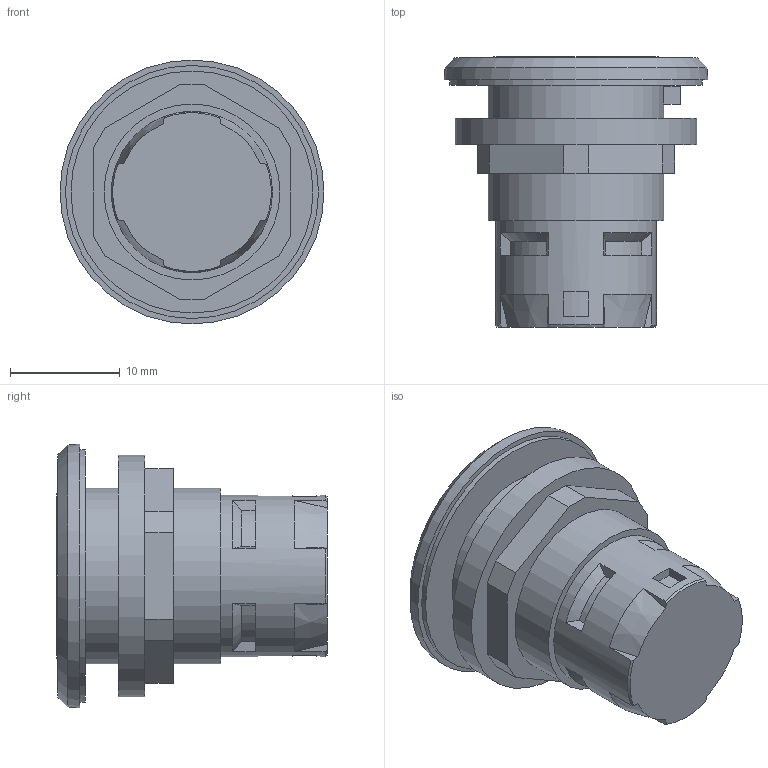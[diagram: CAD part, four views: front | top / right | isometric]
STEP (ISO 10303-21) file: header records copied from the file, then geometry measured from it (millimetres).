
FILE_DESCRIPTION(/* description */ (''),/* implementation_level */ '2;1');
FILE_NAME(/* name */ 'RX16_ipt.stp',/* time_stamp */ '2019-09-12T14:03:12+02:00',/* author */ ('ahoffmann'),/* organization */ (''),/* preprocessor_version */ 'ST-DEVELOPER v17.2',/* originating_system */ 'Autodesk Inventor 2019',/* authorisation */ '');
FILE_SCHEMA (('AUTOMOTIVE_DESIGN { 1 0 10303 214 3 1 1 }'));
Length unit declared in the file: millimetre
Products named in the file (1): RX16_ipt
Bounding box: 24 x 24.6 x 24 mm (x, y, z)
Volume: 5596.7 mm3; surface area: 2886.7 mm2
Topology: 1 solids, 1 shells, 104 faces, 264 edges, 181 vertices
Faces by surface type: plane 65, cylinder 21, cone 16, torus 2
Full cylindrical faces by diameter (mm): 14.65 x1, 15 x1, 16 x2, 16.15 x1, 16.5 x1, 19.5 x1, 22 x1, 23 x1
Entity records: 3206 total; most frequent: CARTESIAN_POINT 598, DIRECTION 551, ORIENTED_EDGE 528, EDGE_CURVE 264, AXIS2_PLACEMENT_3D 206, VERTEX_POINT 181, LINE 139, VECTOR 139
